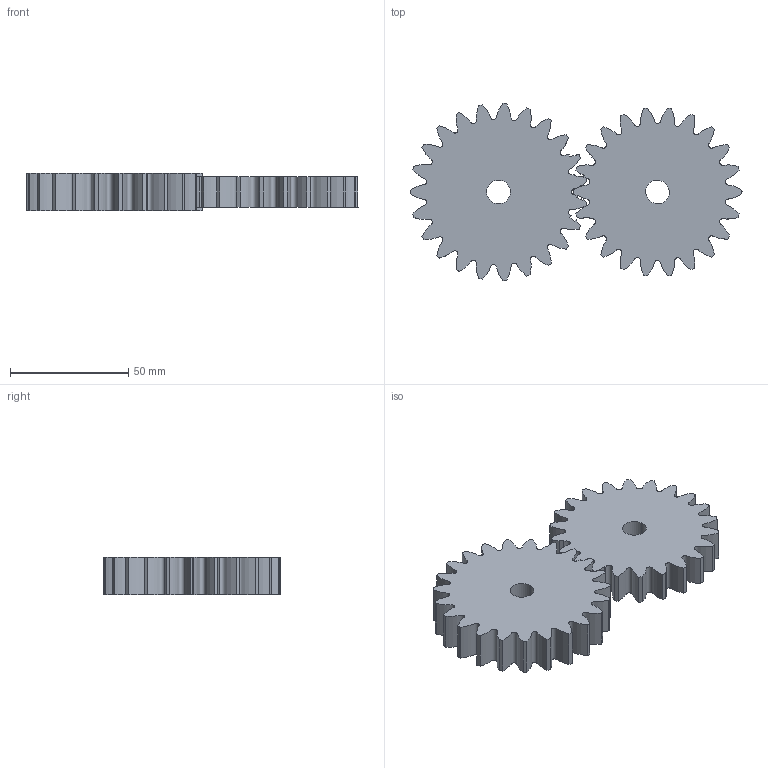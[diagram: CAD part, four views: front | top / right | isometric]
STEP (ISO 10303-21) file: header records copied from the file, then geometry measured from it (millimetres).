
FILE_DESCRIPTION(('CATIA V5 STEP Exchange'),'2;1');
FILE_NAME('9_damage.stp','2025-08-06T08:55:21+00:00',('none'),('none'),'CATIA Version 5 Release 21 GA (IN-10)','CATIA V5 STEP AP203','none');
FILE_SCHEMA(('CONFIG_CONTROL_DESIGN'));
Length unit declared in the file: millimetre
Products named in the file (1): 9
Assembly tree (2 placements, depth 2):
  9
    #58
    #6844
Bounding box: 140.57 x 74.96 x 16 mm (x, y, z)
Volume: 97275 mm3; surface area: 26364.7 mm2
Topology: 2 solids, 2 shells, 131 faces, 381 edges, 254 vertices
Faces by surface type: bspline 53, cylinder 50, plane 28
Entity records: 13339 total; most frequent: CARTESIAN_POINT 10302, ORIENTED_EDGE 762, EDGE_CURVE 381, DIRECTION 364, VERTEX_POINT 254, AXIS2_PLACEMENT_3D 182, B_SPLINE_CURVE_WITH_KNOTS 181, EDGE_LOOP 135
